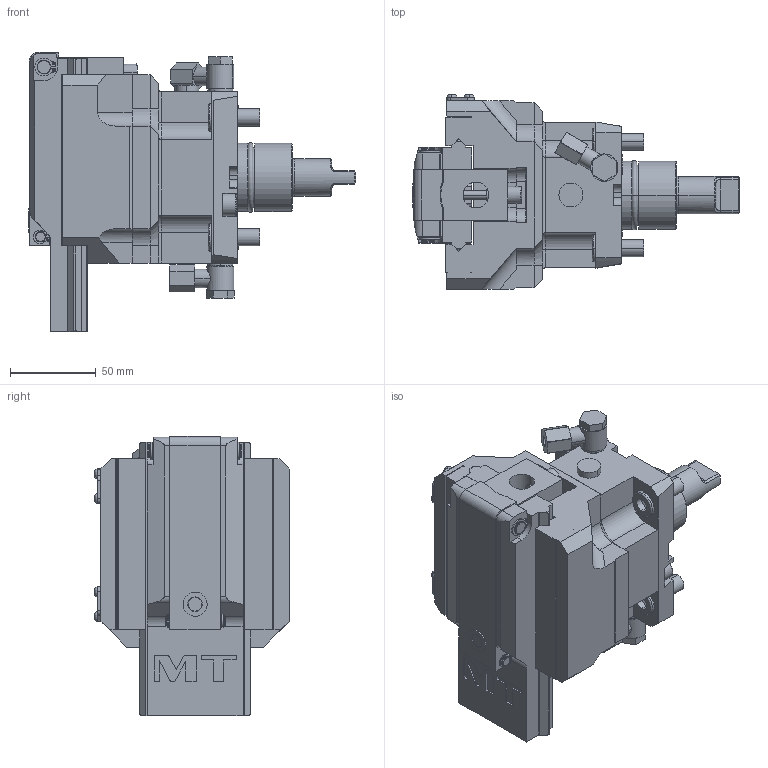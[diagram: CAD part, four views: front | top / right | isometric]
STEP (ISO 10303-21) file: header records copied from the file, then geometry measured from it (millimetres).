
FILE_DESCRIPTION((''),'2;1');
FILE_NAME('MNZ0420100_CONF','2023-02-23T08:42:27',('sterribile'),('M.T. srl'),'CREO PARAMETRIC BY PTC INC, 2021072','CREO PARAMETRIC BY PTC INC, 2021072','');
FILE_SCHEMA(('CONFIG_CONTROL_DESIGN'));
Length unit declared in the file: millimetre
Products named in the file (1): MNZ0420100_CONF
Bounding box: 191.05 x 113.65 x 163 mm (x, y, z)
Volume: 1141964 mm3; surface area: 139254.3 mm2
Topology: 1 solids, 1 shells, 766 faces, 2007 edges, 1273 vertices
Faces by surface type: plane 391, cylinder 282, cone 50, torus 29, bspline 12, extrusion 2
Entity records: 25667 total; most frequent: CARTESIAN_POINT 6461, DIRECTION 4054, ORIENTED_EDGE 3986, EDGE_CURVE 1993, AXIS2_PLACEMENT_3D 1431, VERTEX_POINT 1273, VECTOR 1192, LINE 1190
